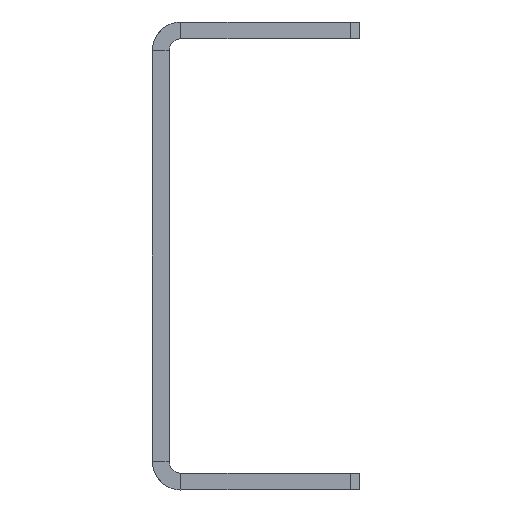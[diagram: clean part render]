
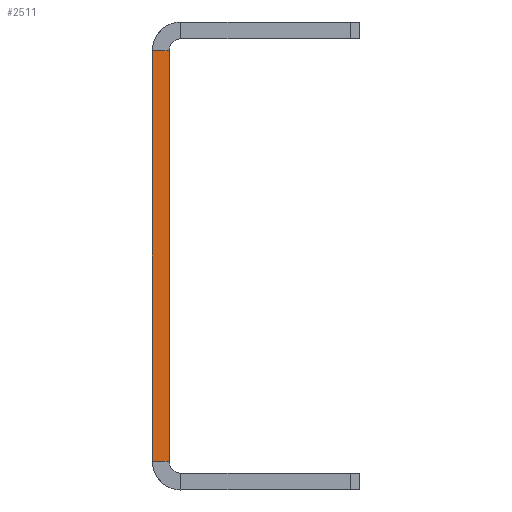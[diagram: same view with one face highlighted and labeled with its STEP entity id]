
A CAD part, left-side view. The second image highlights one B-rep face of the part: STEP entity #2511.
In plain terms, the highlighted planar face has unit normal (-1, 0, 0).
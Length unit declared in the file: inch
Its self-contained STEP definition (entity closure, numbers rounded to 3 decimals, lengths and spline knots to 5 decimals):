
#133=PLANE('',#2839);
#217=FACE_OUTER_BOUND('',#379,.T.);
#379=EDGE_LOOP('',(#2079,#2080,#2081,#2082));
#526=LINE('',#4255,#666);
#528=LINE('',#4263,#668);
#533=LINE('',#4271,#673);
#534=LINE('',#4272,#674);
#666=VECTOR('',#3490,0.878);
#668=VECTOR('',#3496,0.878);
#673=VECTOR('',#3503,0.036);
#674=VECTOR('',#3504,0.036);
#1187=VERTEX_POINT('',#4243);
#1192=VERTEX_POINT('',#4253);
#1195=VERTEX_POINT('',#4260);
#1196=VERTEX_POINT('',#4262);
#1519=EDGE_CURVE('',#1192,#1187,#526,.T.);
#1522=EDGE_CURVE('',#1196,#1195,#528,.T.);
#1527=EDGE_CURVE('',#1195,#1187,#533,.T.);
#1528=EDGE_CURVE('',#1196,#1192,#534,.T.);
#2079=ORIENTED_EDGE('',*,*,#1527,.T.);
#2080=ORIENTED_EDGE('',*,*,#1519,.F.);
#2081=ORIENTED_EDGE('',*,*,#1528,.F.);
#2082=ORIENTED_EDGE('',*,*,#1522,.T.);
#2511=ADVANCED_FACE('',(#217),#133,.F.);
#2839=AXIS2_PLACEMENT_3D('',#4270,#3501,#3502);
#3490=DIRECTION('',(0.,0.,1.));
#3496=DIRECTION('',(0.,0.,1.));
#3501=DIRECTION('center_axis',(1.,0.,0.));
#3502=DIRECTION('ref_axis',(0.,0.,-1.));
#3503=DIRECTION('',(0.,1.,0.));
#3504=DIRECTION('',(0.,1.,0.));
#4243=CARTESIAN_POINT('',(-1.25,0.036,0.439));
#4253=CARTESIAN_POINT('',(-1.25,0.036,-0.439));
#4255=CARTESIAN_POINT('',(-1.25,0.036,-0.439));
#4260=CARTESIAN_POINT('',(-1.25,0.,0.439));
#4262=CARTESIAN_POINT('',(-1.25,0.,-0.439));
#4263=CARTESIAN_POINT('',(-1.25,0.,-0.439));
#4270=CARTESIAN_POINT('Origin',(-1.25,0.036,-0.5));
#4271=CARTESIAN_POINT('',(-1.25,0.,0.439));
#4272=CARTESIAN_POINT('',(-1.25,0.,-0.439));
